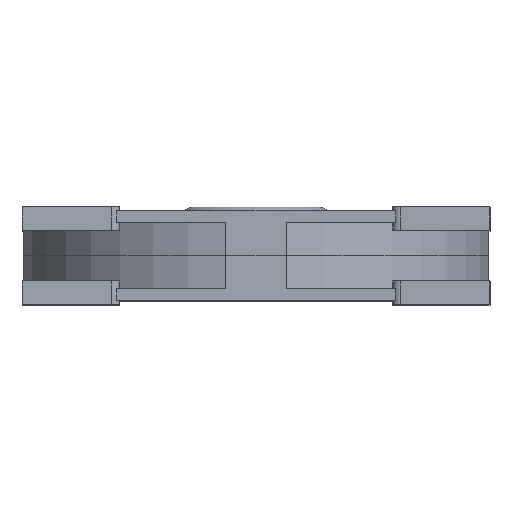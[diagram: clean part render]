
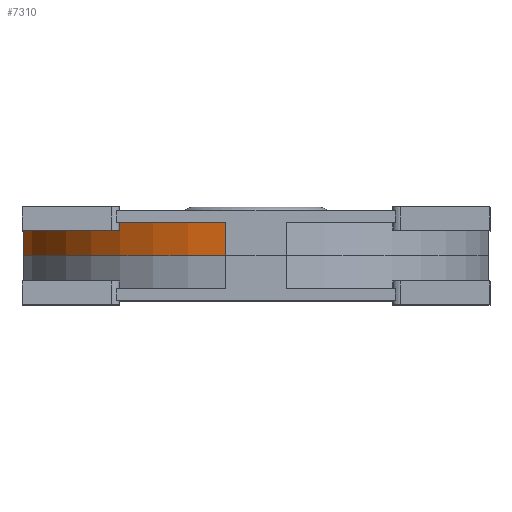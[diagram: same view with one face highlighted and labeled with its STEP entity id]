
A CAD part, top view. The second image highlights one B-rep face of the part: STEP entity #7310.
In plain terms, the highlighted cylindrical face has radius 60 mm (diameter 120 mm), a partial arc.
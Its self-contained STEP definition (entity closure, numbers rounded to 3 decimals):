
#2512 = VERTEX_POINT('',#2513);
#2513 = CARTESIAN_POINT('',(-119.5,0.,67.73));
#2527 = CYLINDRICAL_SURFACE('',#2528,60.);
#2528 = AXIS2_PLACEMENT_3D('',#2529,#2530,#2531);
#2529 = CARTESIAN_POINT('',(-60.,0.,60.));
#2530 = DIRECTION('',(0.,1.,0.));
#2531 = DIRECTION('',(-1.,0.,0.));
#2553 = PLANE('',#2554);
#2554 = AXIS2_PLACEMENT_3D('',#2555,#2556,#2557);
#2555 = CARTESIAN_POINT('',(-119.5,0.,20.5));
#2556 = DIRECTION('',(1.,0.,0.));
#2557 = DIRECTION('',(0.,0.,1.));
#4044 = VERTEX_POINT('',#4045);
#4045 = CARTESIAN_POINT('',(-119.5,8.5,67.73));
#4059 = PLANE('',#4060);
#4060 = AXIS2_PLACEMENT_3D('',#4061,#4062,#4063);
#4061 = CARTESIAN_POINT('',(-65.919,8.5,64.494));
#4062 = DIRECTION('',(0.,-1.,0.));
#4063 = DIRECTION('',(0.,0.,1.));
#4071 = EDGE_CURVE('',#4044,#2512,#4072,.T.);
#4072 = SURFACE_CURVE('',#4073,(#4077,#4084),.PCURVE_S1.);
#4073 = LINE('',#4074,#4075);
#4074 = CARTESIAN_POINT('',(-119.5,0.,67.73));
#4075 = VECTOR('',#4076,1.);
#4076 = DIRECTION('',(-0.,-1.,0.));
#4077 = PCURVE('',#2553,#4078);
#4078 = DEFINITIONAL_REPRESENTATION('',(#4079),#4083);
#4079 = LINE('',#4080,#4081);
#4080 = CARTESIAN_POINT('',(47.23,0.));
#4081 = VECTOR('',#4082,1.);
#4082 = DIRECTION('',(0.,1.));
#4083 = ( GEOMETRIC_REPRESENTATION_CONTEXT(2) 
PARAMETRIC_REPRESENTATION_CONTEXT() REPRESENTATION_CONTEXT('2D SPACE',''
  ) );
#4084 = PCURVE('',#4085,#4090);
#4085 = CYLINDRICAL_SURFACE('',#4086,60.);
#4086 = AXIS2_PLACEMENT_3D('',#4087,#4088,#4089);
#4087 = CARTESIAN_POINT('',(-60.,0.,60.));
#4088 = DIRECTION('',(-0.,-1.,0.));
#4089 = DIRECTION('',(-1.,0.,0.));
#4090 = DEFINITIONAL_REPRESENTATION('',(#4091),#4095);
#4091 = LINE('',#4092,#4093);
#4092 = CARTESIAN_POINT('',(-0.129,0.));
#4093 = VECTOR('',#4094,1.);
#4094 = DIRECTION('',(-0.,1.));
#4095 = ( GEOMETRIC_REPRESENTATION_CONTEXT(2) 
PARAMETRIC_REPRESENTATION_CONTEXT() REPRESENTATION_CONTEXT('2D SPACE',''
  ) );
#4122 = EDGE_CURVE('',#2512,#4123,#4125,.T.);
#4123 = VERTEX_POINT('',#4124);
#4124 = CARTESIAN_POINT('',(-67.73,0.,119.5));
#4125 = SURFACE_CURVE('',#4126,(#4131,#4138),.PCURVE_S1.);
#4126 = CIRCLE('',#4127,60.);
#4127 = AXIS2_PLACEMENT_3D('',#4128,#4129,#4130);
#4128 = CARTESIAN_POINT('',(-60.,0.,60.));
#4129 = DIRECTION('',(0.,1.,0.));
#4130 = DIRECTION('',(-1.,0.,0.));
#4131 = PCURVE('',#2527,#4132);
#4132 = DEFINITIONAL_REPRESENTATION('',(#4133),#4137);
#4133 = LINE('',#4134,#4135);
#4134 = CARTESIAN_POINT('',(0.,0.));
#4135 = VECTOR('',#4136,1.);
#4136 = DIRECTION('',(1.,0.));
#4137 = ( GEOMETRIC_REPRESENTATION_CONTEXT(2) 
PARAMETRIC_REPRESENTATION_CONTEXT() REPRESENTATION_CONTEXT('2D SPACE',''
  ) );
#4138 = PCURVE('',#4085,#4139);
#4139 = DEFINITIONAL_REPRESENTATION('',(#4140),#4144);
#4140 = LINE('',#4141,#4142);
#4141 = CARTESIAN_POINT('',(-0.,0.));
#4142 = VECTOR('',#4143,1.);
#4143 = DIRECTION('',(-1.,0.));
#4144 = ( GEOMETRIC_REPRESENTATION_CONTEXT(2) 
PARAMETRIC_REPRESENTATION_CONTEXT() REPRESENTATION_CONTEXT('2D SPACE',''
  ) );
#5150 = PLANE('',#5151);
#5151 = AXIS2_PLACEMENT_3D('',#5152,#5153,#5154);
#5152 = CARTESIAN_POINT('',(-99.5,0.,119.5));
#5153 = DIRECTION('',(0.,0.,-1.));
#5154 = DIRECTION('',(1.,0.,0.));
#7310 = ADVANCED_FACE('',(#7311),#4085,.T.);
#7311 = FACE_BOUND('',#7312,.F.);
#7312 = EDGE_LOOP('',(#7313,#7314,#7315,#7343));
#7313 = ORIENTED_EDGE('',*,*,#4122,.F.);
#7314 = ORIENTED_EDGE('',*,*,#4071,.F.);
#7315 = ORIENTED_EDGE('',*,*,#7316,.T.);
#7316 = EDGE_CURVE('',#4044,#7317,#7319,.T.);
#7317 = VERTEX_POINT('',#7318);
#7318 = CARTESIAN_POINT('',(-67.73,8.5,119.5));
#7319 = SURFACE_CURVE('',#7320,(#7325,#7332),.PCURVE_S1.);
#7320 = CIRCLE('',#7321,60.);
#7321 = AXIS2_PLACEMENT_3D('',#7322,#7323,#7324);
#7322 = CARTESIAN_POINT('',(-60.,8.5,60.));
#7323 = DIRECTION('',(0.,1.,0.));
#7324 = DIRECTION('',(-1.,0.,0.));
#7325 = PCURVE('',#4085,#7326);
#7326 = DEFINITIONAL_REPRESENTATION('',(#7327),#7331);
#7327 = LINE('',#7328,#7329);
#7328 = CARTESIAN_POINT('',(-0.,-8.5));
#7329 = VECTOR('',#7330,1.);
#7330 = DIRECTION('',(-1.,0.));
#7331 = ( GEOMETRIC_REPRESENTATION_CONTEXT(2) 
PARAMETRIC_REPRESENTATION_CONTEXT() REPRESENTATION_CONTEXT('2D SPACE',''
  ) );
#7332 = PCURVE('',#4059,#7333);
#7333 = DEFINITIONAL_REPRESENTATION('',(#7334),#7342);
#7334 = ( BOUNDED_CURVE() B_SPLINE_CURVE(2,(#7335,#7336,#7337,#7338,
#7339,#7340,#7341),.UNSPECIFIED.,.T.,.F.) B_SPLINE_CURVE_WITH_KNOTS((1,2
    ,2,2,2,1),(-2.094,0.,2.094,4.189,
6.283,8.378),.UNSPECIFIED.) CURVE() 
GEOMETRIC_REPRESENTATION_ITEM() RATIONAL_B_SPLINE_CURVE((1.,0.5,1.,0.5,
1.,0.5,1.)) REPRESENTATION_ITEM('') );
#7335 = CARTESIAN_POINT('',(-4.494,54.081));
#7336 = CARTESIAN_POINT('',(99.429,54.081));
#7337 = CARTESIAN_POINT('',(47.467,-35.919));
#7338 = CARTESIAN_POINT('',(-4.494,-125.919));
#7339 = CARTESIAN_POINT('',(-56.456,-35.919));
#7340 = CARTESIAN_POINT('',(-108.417,54.081));
#7341 = CARTESIAN_POINT('',(-4.494,54.081));
#7342 = ( GEOMETRIC_REPRESENTATION_CONTEXT(2) 
PARAMETRIC_REPRESENTATION_CONTEXT() REPRESENTATION_CONTEXT('2D SPACE',''
  ) );
#7343 = ORIENTED_EDGE('',*,*,#7344,.T.);
#7344 = EDGE_CURVE('',#7317,#4123,#7345,.T.);
#7345 = SURFACE_CURVE('',#7346,(#7350,#7357),.PCURVE_S1.);
#7346 = LINE('',#7347,#7348);
#7347 = CARTESIAN_POINT('',(-67.73,0.,119.5));
#7348 = VECTOR('',#7349,1.);
#7349 = DIRECTION('',(-0.,-1.,0.));
#7350 = PCURVE('',#4085,#7351);
#7351 = DEFINITIONAL_REPRESENTATION('',(#7352),#7356);
#7352 = LINE('',#7353,#7354);
#7353 = CARTESIAN_POINT('',(-1.442,0.));
#7354 = VECTOR('',#7355,1.);
#7355 = DIRECTION('',(-0.,1.));
#7356 = ( GEOMETRIC_REPRESENTATION_CONTEXT(2) 
PARAMETRIC_REPRESENTATION_CONTEXT() REPRESENTATION_CONTEXT('2D SPACE',''
  ) );
#7357 = PCURVE('',#5150,#7358);
#7358 = DEFINITIONAL_REPRESENTATION('',(#7359),#7363);
#7359 = LINE('',#7360,#7361);
#7360 = CARTESIAN_POINT('',(31.77,0.));
#7361 = VECTOR('',#7362,1.);
#7362 = DIRECTION('',(0.,1.));
#7363 = ( GEOMETRIC_REPRESENTATION_CONTEXT(2) 
PARAMETRIC_REPRESENTATION_CONTEXT() REPRESENTATION_CONTEXT('2D SPACE',''
  ) );
